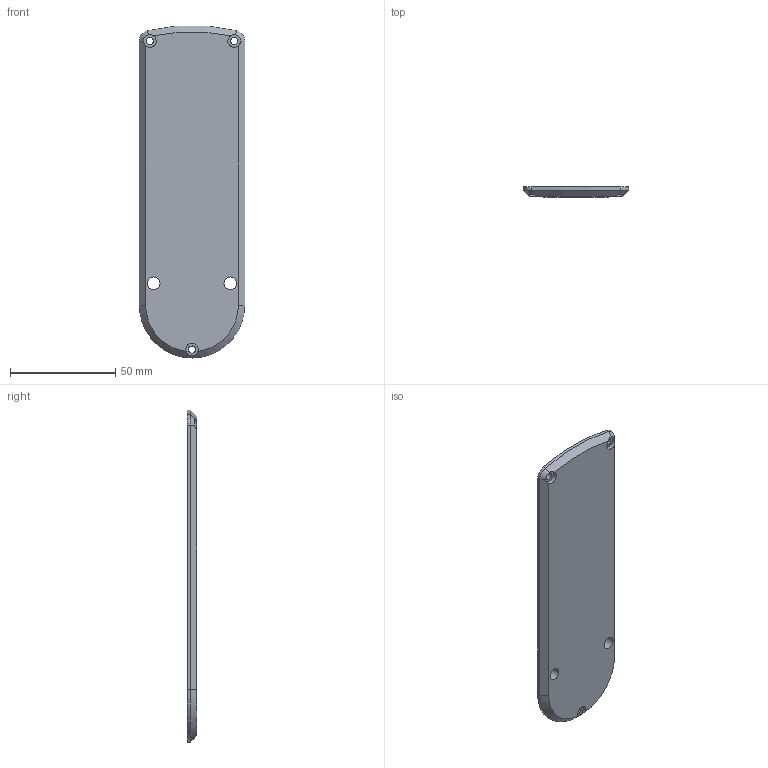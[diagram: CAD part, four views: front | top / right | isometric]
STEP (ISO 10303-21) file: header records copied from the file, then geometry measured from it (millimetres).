
FILE_DESCRIPTION(/* description */ (''),/* implementation_level */ '2;1');
FILE_NAME(/* name */ 'P411.step',/* time_stamp */ '2025-06-25T17:57:23+02:00',/* author */ (''),/* organization */ (''),/* preprocessor_version */ 'ST-DEVELOPER v20.1',/* originating_system */ 'Autodesk Translation Framework v14.10.0.0',/* authorisation */ '');
FILE_SCHEMA (('AUTOMOTIVE_DESIGN { 1 0 10303 214 3 1 1 }'));
Length unit declared in the file: millimetre
Products named in the file (1): FusionComponent
Bounding box: 50 x 4.5 x 157.62 mm (x, y, z)
Volume: 8850.8 mm3; surface area: 17377.4 mm2
Topology: 1 solids, 1 shells, 56 faces, 149 edges, 96 vertices
Faces by surface type: plane 28, cylinder 21, cone 7
Full cylindrical faces by diameter (mm): 3.4 x3, 6 x4
Entity records: 1823 total; most frequent: CARTESIAN_POINT 346, DIRECTION 308, ORIENTED_EDGE 298, EDGE_CURVE 149, AXIS2_PLACEMENT_3D 110, VERTEX_POINT 96, LINE 88, VECTOR 88
